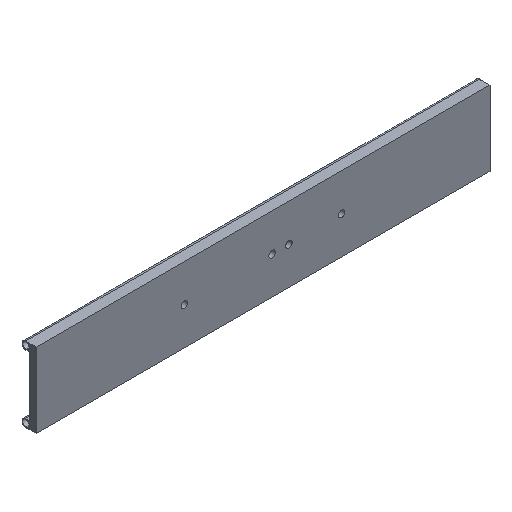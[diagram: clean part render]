
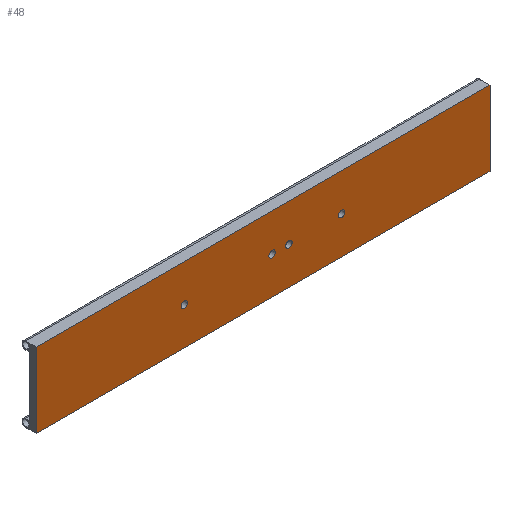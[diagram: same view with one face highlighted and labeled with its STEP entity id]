
A CAD part, isometric view. The second image highlights one B-rep face of the part: STEP entity #48.
In plain terms, the highlighted planar face has unit normal (0, -1, 0).
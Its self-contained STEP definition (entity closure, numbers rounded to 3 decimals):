
#48=ADVANCED_FACE('',(#192,#194,#196,#198,#200),#202,.F.);
#192=FACE_BOUND('',#193,.T.);
#193=EDGE_LOOP('',(#340,#341,#342,#343));
#194=FACE_BOUND('',#195,.T.);
#195=EDGE_LOOP('',(#344));
#196=FACE_BOUND('',#197,.T.);
#197=EDGE_LOOP('',(#345));
#198=FACE_BOUND('',#199,.T.);
#199=EDGE_LOOP('',(#346));
#200=FACE_BOUND('',#201,.T.);
#201=EDGE_LOOP('',(#347));
#202=PLANE('',#203);
#203=AXIS2_PLACEMENT_3D('',#204,#205,#206);
#204=CARTESIAN_POINT('',(0.,0.,0.));
#205=DIRECTION('',(0.,1.,0.));
#206=DIRECTION('',(-1.,0.,0.));
#340=ORIENTED_EDGE('',*,*,#412,.T.);
#341=ORIENTED_EDGE('',*,*,#413,.F.);
#342=ORIENTED_EDGE('',*,*,#414,.F.);
#343=ORIENTED_EDGE('',*,*,#415,.F.);
#344=ORIENTED_EDGE('',*,*,#416,.T.);
#345=ORIENTED_EDGE('',*,*,#417,.T.);
#346=ORIENTED_EDGE('',*,*,#418,.T.);
#347=ORIENTED_EDGE('',*,*,#419,.T.);
#412=EDGE_CURVE('',#448,#449,#450,.F.);
#413=EDGE_CURVE('',#451,#449,#452,.T.);
#414=EDGE_CURVE('',#453,#451,#454,.T.);
#415=EDGE_CURVE('',#448,#453,#455,.T.);
#416=EDGE_CURVE('',#456,#456,#457,.T.);
#417=EDGE_CURVE('',#458,#458,#459,.T.);
#418=EDGE_CURVE('',#460,#460,#461,.T.);
#419=EDGE_CURVE('',#462,#462,#463,.T.);
#448=VERTEX_POINT('',#512);
#449=VERTEX_POINT('',#513);
#450=LINE('',#514,#515);
#451=VERTEX_POINT('',#517);
#452=LINE('',#518,#519);
#453=VERTEX_POINT('',#521);
#454=LINE('',#522,#523);
#455=LINE('',#525,#526);
#456=VERTEX_POINT('',#528);
#457=CIRCLE('',#529,2.5);
#458=VERTEX_POINT('',#533);
#459=CIRCLE('',#534,2.5);
#460=VERTEX_POINT('',#538);
#461=CIRCLE('',#539,2.5);
#462=VERTEX_POINT('',#543);
#463=CIRCLE('',#544,2.5);
#512=CARTESIAN_POINT('',(-63.182,0.,0.));
#513=CARTESIAN_POINT('',(-63.182,0.,58.));
#514=CARTESIAN_POINT('',(-63.182,0.,58.));
#515=VECTOR('',#516,1.);
#516=DIRECTION('',(0.,0.,-1.));
#517=CARTESIAN_POINT('',(-415.182,0.,58.));
#518=CARTESIAN_POINT('',(-415.182,0.,58.));
#519=VECTOR('',#520,1.);
#520=DIRECTION('',(1.,0.,0.));
#521=CARTESIAN_POINT('',(-415.182,0.,0.));
#522=CARTESIAN_POINT('',(-415.182,0.,0.));
#523=VECTOR('',#524,1.);
#524=DIRECTION('',(0.,0.,1.));
#525=CARTESIAN_POINT('',(-63.182,0.,0.));
#526=VECTOR('',#527,1.);
#527=DIRECTION('',(-1.,0.,0.));
#528=CARTESIAN_POINT('',(-229.682,0.,29.));
#529=AXIS2_PLACEMENT_3D('',#530,#531,#532);
#530=CARTESIAN_POINT('',(-232.182,0.,29.));
#531=DIRECTION('',(0.,1.,0.));
#532=DIRECTION('',(1.,0.,0.));
#533=CARTESIAN_POINT('',(-300.182,0.,26.5));
#534=AXIS2_PLACEMENT_3D('',#535,#536,#537);
#535=CARTESIAN_POINT('',(-300.182,0.,29.));
#536=DIRECTION('',(0.,1.,0.));
#537=DIRECTION('',(0.,0.,-1.));
#538=CARTESIAN_POINT('',(-178.182,0.,26.5));
#539=AXIS2_PLACEMENT_3D('',#540,#541,#542);
#540=CARTESIAN_POINT('',(-178.182,0.,29.));
#541=DIRECTION('',(0.,1.,0.));
#542=DIRECTION('',(0.,0.,-1.));
#543=CARTESIAN_POINT('',(-216.682,0.,29.));
#544=AXIS2_PLACEMENT_3D('',#545,#546,#547);
#545=CARTESIAN_POINT('',(-219.182,0.,29.));
#546=DIRECTION('',(0.,1.,0.));
#547=DIRECTION('',(1.,0.,0.));
